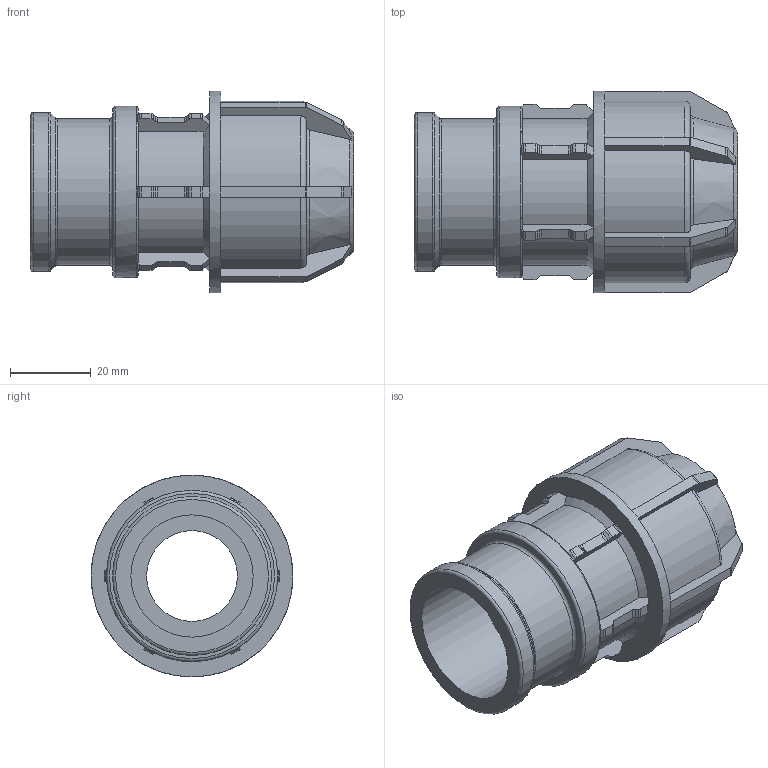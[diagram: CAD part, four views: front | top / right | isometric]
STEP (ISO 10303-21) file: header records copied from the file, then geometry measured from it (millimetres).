
FILE_DESCRIPTION(/* description */ ('PLASSON L.14 FEMALE ADAPTOR (SILVER) 25-1"'),/* implementation_level */ '2;1');
FILE_NAME(/* name */ '140300025010.ipt.stp',/* time_stamp */ '2018-04-09T13:03:08+03:00',/* author */ ('KIM'),/* organization */ (''),/* preprocessor_version */ 'ST-DEVELOPER v15.6',/* originating_system */ 'Autodesk Inventor 2015',/* authorisation */ '');
FILE_SCHEMA (('AUTOMOTIVE_DESIGN { 1 0 10303 214 3 1 1 }'));
Length unit declared in the file: millimetre
Products named in the file (1): 140300025010
Bounding box: 80 x 50 x 50 mm (x, y, z)
Volume: 57914.5 mm3; surface area: 21865.4 mm2
Topology: 1 solids, 1 shells, 261 faces, 720 edges, 456 vertices
Faces by surface type: plane 159, cylinder 68, torus 20, cone 14
Full cylindrical faces by diameter (mm): 22.5 x1, 25 x2, 30.291 x1, 36.349 x1, 39.378 x1, 42.407 x1, 50 x1
Entity records: 8290 total; most frequent: CARTESIAN_POINT 1960, ORIENTED_EDGE 1352, DIRECTION 1278, EDGE_CURVE 676, AXIS2_PLACEMENT_3D 462, VERTEX_POINT 442, LINE 354, VECTOR 354
